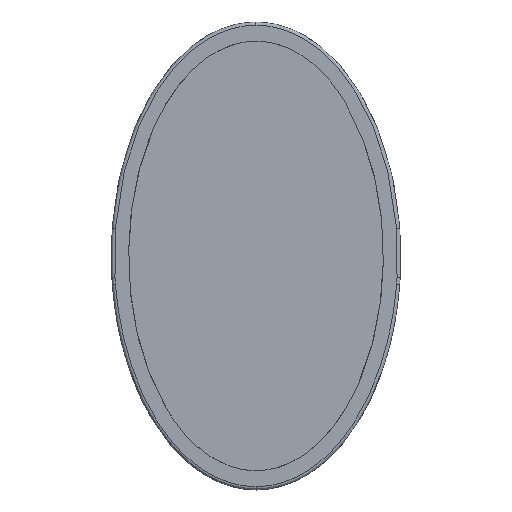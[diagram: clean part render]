
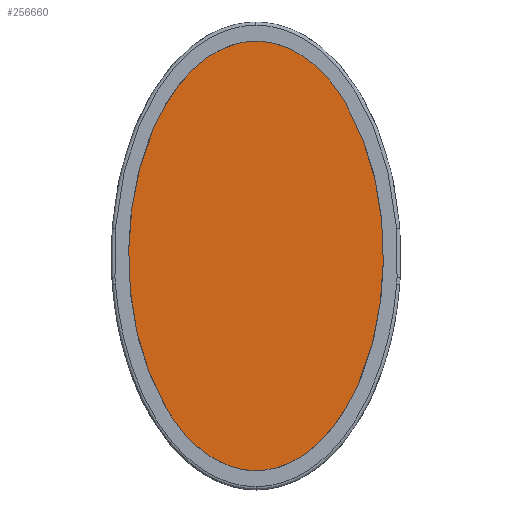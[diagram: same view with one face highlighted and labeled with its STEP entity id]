
A CAD part, top view. The second image highlights one B-rep face of the part: STEP entity #256660.
In plain terms, the highlighted planar face has unit normal (0, 0, 1).
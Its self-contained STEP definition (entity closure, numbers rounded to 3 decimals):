
#256310=CARTESIAN_POINT('',(9.1,24.529,5.));
#256320=DIRECTION('',(0.,0.,1.));
#256330=DIRECTION('',(1.,0.,0.));
#256340=AXIS2_PLACEMENT_3D('',#256310,#256320,#256330);
#256350=PLANE('',#256340);
#256360=CARTESIAN_POINT('',(12.566,27.291,5.));
#256370=CARTESIAN_POINT('',(15.097,24.117,5.));
#256380=CARTESIAN_POINT('',(16.73,19.753,5.));
#256390=CARTESIAN_POINT('',(17.294,14.7,5.));
#256400=CARTESIAN_POINT('',(16.73,9.647,5.));
#256410=CARTESIAN_POINT('',(15.097,5.283,5.));
#256420=CARTESIAN_POINT('',(12.566,2.109,5.));
#256430=CARTESIAN_POINT('',(9.1,0.789,5.));
#256440=CARTESIAN_POINT('',(5.634,2.109,5.));
#256450=CARTESIAN_POINT('',(3.103,5.283,5.));
#256460=CARTESIAN_POINT('',(1.47,9.647,5.));
#256470=CARTESIAN_POINT('',(0.906,14.7,5.));
#256480=CARTESIAN_POINT('',(1.47,19.753,5.));
#256490=CARTESIAN_POINT('',(3.103,24.117,5.));
#256500=CARTESIAN_POINT('',(5.634,27.291,5.));
#256510=CARTESIAN_POINT('',(9.1,28.611,5.));
#256520=CARTESIAN_POINT('',(12.566,27.291,5.));
#256530=CARTESIAN_POINT('',(15.097,24.117,5.));
#256540=CARTESIAN_POINT('',(16.73,19.753,5.));
#256550=B_SPLINE_CURVE_WITH_KNOTS('',3,(#256360,#256370,#256380,#256390,
#256400,#256410,#256420,#256430,#256440,#256450,#256460,#256470,#256480,
#256490,#256500,#256510,#256520,#256530,#256540),.UNSPECIFIED.,.T.,.F.,(
1,1,1,1,1,1,1,1,1,1,1,1,1,1,1,1,1,1,1,1,1,1,1),(-6.459,
-3.229,0.,3.912,8.622,13.824,
19.026,23.737,27.648,30.877,
34.107,38.018,42.729,47.931,
53.133,57.843,61.755,64.984,
68.214,72.125,76.836,82.038,
87.24),.UNSPECIFIED.);
#256560=CARTESIAN_POINT('',(14.757,24.246,5.));
#256570=VERTEX_POINT('',#256560);
#256580=CARTESIAN_POINT('',(3.443,5.154,5.));
#256590=VERTEX_POINT('',#256580);
#256600=EDGE_CURVE('',#256570,#256590,#256550,.T.);
#256610=ORIENTED_EDGE('',*,*,#256600,.F.);
#256620=EDGE_CURVE('',#256590,#256570,#256550,.T.);
#256630=ORIENTED_EDGE('',*,*,#256620,.F.);
#256640=EDGE_LOOP('',(#256630,#256610));
#256650=FACE_OUTER_BOUND('',#256640,.T.);
#256660=ADVANCED_FACE('',(#256650),#256350,.T.);
